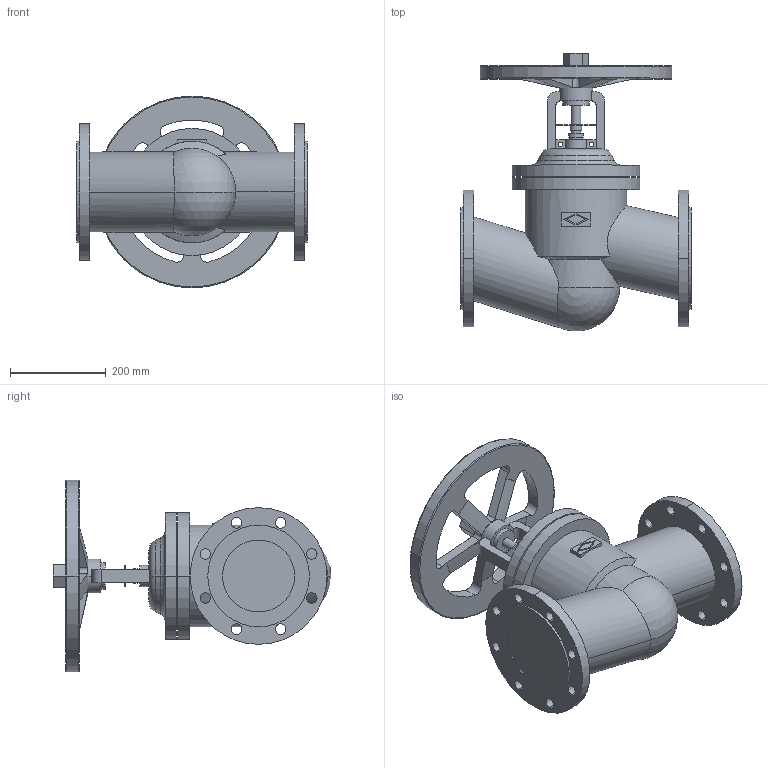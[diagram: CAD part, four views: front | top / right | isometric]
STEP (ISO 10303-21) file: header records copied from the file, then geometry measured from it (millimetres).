
FILE_DESCRIPTION(('OneSpaceDesigner STEP Export'),'2;1');
FILE_NAME('c000003694.stp','2009-06-16T11:30:29',(''),(''),'OneSpace Designer STEP processor for AP214 (Solid Model)','OneSpace Modeling 15.50B 03-Nov-2007 (C) CoCreate Software GmbH','');
FILE_SCHEMA(('AUTOMOTIVE_DESIGN { 1 0 10303 214 1 1 1 1 }'));
Length unit declared in the file: millimetre
Products named in the file (1): 1
Bounding box: 480 x 579.12 x 400 mm (x, y, z)
Volume: 22841187.5 mm3; surface area: 1019267.2 mm2
Topology: 1 solids, 1 shells, 227 faces, 636 edges, 420 vertices
Faces by surface type: cylinder 112, plane 78, torus 20, cone 15, sphere 2
Entity records: 12032 total; most frequent: CARTESIAN_POINT 4805, ORIENTED_EDGE 1268, DIRECTION 967, EDGE_CURVE 634, VERTEX_POINT 420, AXIS2_PLACEMENT_3D 356, EDGE_LOOP 288, VECTOR 255
